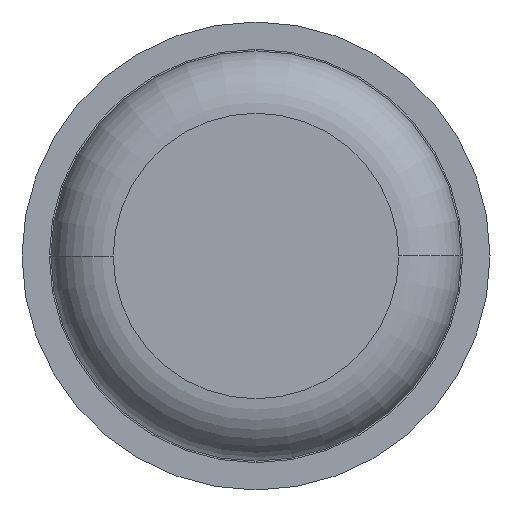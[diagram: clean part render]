
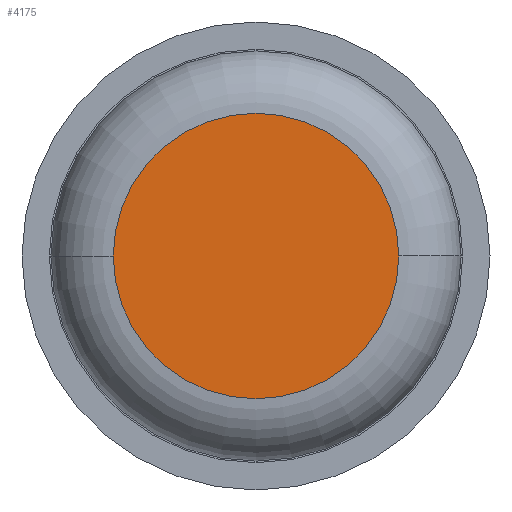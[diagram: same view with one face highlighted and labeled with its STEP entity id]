
A CAD part, front view. The second image highlights one B-rep face of the part: STEP entity #4175.
In plain terms, the highlighted planar face has unit normal (0, -1, 0).
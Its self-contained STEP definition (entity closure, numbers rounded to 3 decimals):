
#134 = VERTEX_POINT ( 'NONE', #5659 ) ;
#148 = DIRECTION ( 'NONE',  ( -1., 0., 0. ) ) ;
#230 = EDGE_CURVE ( 'Defeature ausgef�hrt1_101+Defeature ausgef�hrt1_102+Defeature ausgef�hrt1_102+Defeature ausgef�hrt1_102', #877, #134, #4711, .T. ) ;
#424 = CARTESIAN_POINT ( 'NONE',  ( 0., 0., 0. ) ) ;
#877 = VERTEX_POINT ( 'NONE', #3760 ) ;
#1314 = AXIS2_PLACEMENT_3D ( 'NONE', #424, #5227, #4230 ) ;
#1318 = CARTESIAN_POINT ( 'NONE',  ( 0., 0., 0. ) ) ;
#1566 = FACE_OUTER_BOUND ( 'NONE', #3747, .T. ) ;
#3222 = AXIS2_PLACEMENT_3D ( 'NONE', #3633, #3653, #148 ) ;
#3243 = DIRECTION ( 'NONE',  ( 0., -1., 0. ) ) ;
#3633 = CARTESIAN_POINT ( 'NONE',  ( 0., 0., 0. ) ) ;
#3653 = DIRECTION ( 'NONE',  ( 0., 1., 0. ) ) ;
#3747 = EDGE_LOOP ( 'NONE', ( #4779, #4027 ) ) ;
#3760 = CARTESIAN_POINT ( 'NONE',  ( -0.915, 0., 0. ) ) ;
#4027 = ORIENTED_EDGE ( 'NONE', *, *, #4326, .T. ) ;
#4095 = PLANE ( 'NONE',  #3222 ) ;
#4175 = ADVANCED_FACE ( 'Defeature ausgef�hrt1_101', ( #1566 ), #4095, .F. ) ;
#4230 = DIRECTION ( 'NONE',  ( -1., 0., 0. ) ) ;
#4326 = EDGE_CURVE ( 'Defeature ausgef�hrt1_101+Defeature ausgef�hrt1_102+Defeature ausgef�hrt1_102+Defeature ausgef�hrt1_102', #134, #877, #5596, .T. ) ;
#4711 = CIRCLE ( 'NONE', #5711, 0.915 ) ;
#4779 = ORIENTED_EDGE ( 'NONE', *, *, #230, .T. ) ;
#5227 = DIRECTION ( 'NONE',  ( 0., -1., 0. ) ) ;
#5278 = DIRECTION ( 'NONE',  ( -1., 0., 0. ) ) ;
#5596 = CIRCLE ( 'NONE', #1314, 0.915 ) ;
#5659 = CARTESIAN_POINT ( 'NONE',  ( 0.915, 0., 0. ) ) ;
#5711 = AXIS2_PLACEMENT_3D ( 'NONE', #1318, #3243, #5278 ) ;
